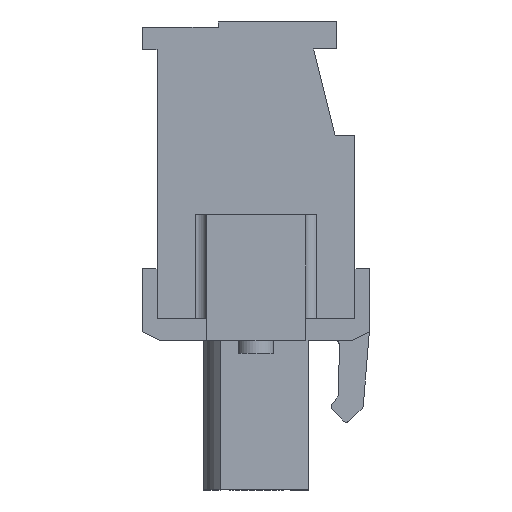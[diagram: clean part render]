
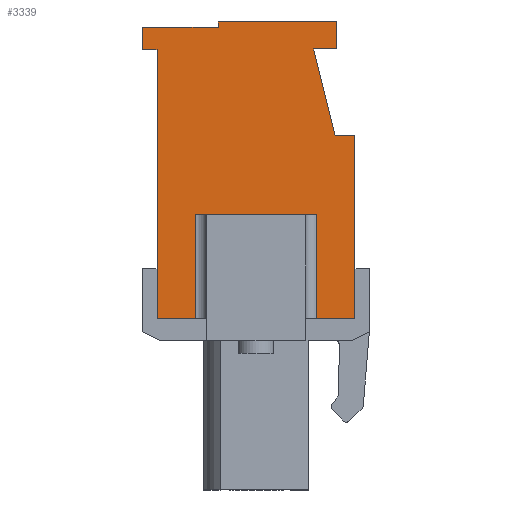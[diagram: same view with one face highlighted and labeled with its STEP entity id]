
A CAD part, left-side view. The second image highlights one B-rep face of the part: STEP entity #3339.
In plain terms, the highlighted planar face has unit normal (-1, 0, 0).
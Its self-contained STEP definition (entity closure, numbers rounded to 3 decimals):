
#3339 = ADVANCED_FACE( '', ( #7104 ), #7105, .T. );
#7104 = FACE_OUTER_BOUND( '', #11442, .T. );
#7105 = PLANE( '', #11443 );
#11442 = EDGE_LOOP( '', ( #20472, #20473, #20474, #20475, #20476, #20477, #20478, #20479, #20480, #20481, #20482, #20483, #20484, #20485, #20486, #20487 ) );
#11443 = AXIS2_PLACEMENT_3D( '', #20488, #20489, #20490 );
#20472 = ORIENTED_EDGE( '', *, *, #30191, .T. );
#20473 = ORIENTED_EDGE( '', *, *, #29205, .T. );
#20474 = ORIENTED_EDGE( '', *, *, #30192, .T. );
#20475 = ORIENTED_EDGE( '', *, *, #28740, .T. );
#20476 = ORIENTED_EDGE( '', *, *, #30193, .T. );
#20477 = ORIENTED_EDGE( '', *, *, #30194, .T. );
#20478 = ORIENTED_EDGE( '', *, *, #30195, .T. );
#20479 = ORIENTED_EDGE( '', *, *, #30196, .T. );
#20480 = ORIENTED_EDGE( '', *, *, #30197, .T. );
#20481 = ORIENTED_EDGE( '', *, *, #29874, .T. );
#20482 = ORIENTED_EDGE( '', *, *, #30198, .T. );
#20483 = ORIENTED_EDGE( '', *, *, #30199, .T. );
#20484 = ORIENTED_EDGE( '', *, *, #30200, .T. );
#20485 = ORIENTED_EDGE( '', *, *, #30201, .T. );
#20486 = ORIENTED_EDGE( '', *, *, #29689, .T. );
#20487 = ORIENTED_EDGE( '', *, *, #27778, .T. );
#20488 = CARTESIAN_POINT( '', ( -30., 0., 0. ) );
#20489 = DIRECTION( '', ( -1., 0., 0. ) );
#20490 = DIRECTION( '', ( 0., 0., 1. ) );
#27778 = EDGE_CURVE( '', #33933, #33931, #33934, .T. );
#28740 = EDGE_CURVE( '', #35520, #35524, #35526, .T. );
#29205 = EDGE_CURVE( '', #36227, #36229, #36231, .T. );
#29689 = EDGE_CURVE( '', #36918, #33933, #36919, .T. );
#29874 = EDGE_CURVE( '', #37160, #37161, #37162, .T. );
#30191 = EDGE_CURVE( '', #33931, #36227, #37615, .T. );
#30192 = EDGE_CURVE( '', #36229, #35520, #37616, .T. );
#30193 = EDGE_CURVE( '', #35524, #37617, #37618, .T. );
#30194 = EDGE_CURVE( '', #37617, #37619, #37620, .T. );
#30195 = EDGE_CURVE( '', #37619, #37621, #37622, .T. );
#30196 = EDGE_CURVE( '', #37621, #37623, #37624, .T. );
#30197 = EDGE_CURVE( '', #37623, #37160, #37625, .T. );
#30198 = EDGE_CURVE( '', #37161, #37626, #37627, .T. );
#30199 = EDGE_CURVE( '', #37626, #37628, #37629, .T. );
#30200 = EDGE_CURVE( '', #37628, #37630, #37631, .T. );
#30201 = EDGE_CURVE( '', #37630, #36918, #37632, .T. );
#33931 = VERTEX_POINT( '', #42669 );
#33933 = VERTEX_POINT( '', #42672 );
#33934 = LINE( '', #42673, #42674 );
#35520 = VERTEX_POINT( '', #45007 );
#35524 = VERTEX_POINT( '', #45012 );
#35526 = LINE( '', #45014, #45015 );
#36227 = VERTEX_POINT( '', #46033 );
#36229 = VERTEX_POINT( '', #46035 );
#36231 = LINE( '', #46037, #46038 );
#36918 = VERTEX_POINT( '', #47077 );
#36919 = LINE( '', #47078, #47079 );
#37160 = VERTEX_POINT( '', #47438 );
#37161 = VERTEX_POINT( '', #47439 );
#37162 = LINE( '', #47440, #47441 );
#37615 = LINE( '', #48133, #48134 );
#37616 = LINE( '', #48135, #48136 );
#37617 = VERTEX_POINT( '', #48137 );
#37618 = LINE( '', #48138, #48139 );
#37619 = VERTEX_POINT( '', #48140 );
#37620 = LINE( '', #48141, #48142 );
#37621 = VERTEX_POINT( '', #48143 );
#37622 = LINE( '', #48144, #48145 );
#37623 = VERTEX_POINT( '', #48146 );
#37624 = LINE( '', #48147, #48148 );
#37625 = LINE( '', #48149, #48150 );
#37626 = VERTEX_POINT( '', #48151 );
#37627 = LINE( '', #48152, #48153 );
#37628 = VERTEX_POINT( '', #48154 );
#37629 = LINE( '', #48155, #48156 );
#37630 = VERTEX_POINT( '', #48157 );
#37631 = LINE( '', #48158, #48159 );
#37632 = LINE( '', #48160, #48161 );
#42669 = CARTESIAN_POINT( '', ( -30., 5.5, -7.475 ) );
#42672 = CARTESIAN_POINT( '', ( -30., 5.5, 7.475 ) );
#42673 = CARTESIAN_POINT( '', ( -30., 5.5, 7.475 ) );
#42674 = VECTOR( '', #51884, 1000. );
#45007 = CARTESIAN_POINT( '', ( -30., -3.35, -1.675 ) );
#45012 = CARTESIAN_POINT( '', ( -30., -3.35, -7.475 ) );
#45014 = CARTESIAN_POINT( '', ( -30., -3.35, -7.475 ) );
#45015 = VECTOR( '', #52810, 1000. );
#46033 = CARTESIAN_POINT( '', ( -30., 3.35, -7.475 ) );
#46035 = CARTESIAN_POINT( '', ( -30., 3.35, -1.675 ) );
#46037 = CARTESIAN_POINT( '', ( -30., 3.35, -1.675 ) );
#46038 = VECTOR( '', #53239, 1000. );
#47077 = CARTESIAN_POINT( '', ( -30., 6.3, 7.475 ) );
#47078 = CARTESIAN_POINT( '', ( -30., 6.3, 7.475 ) );
#47079 = VECTOR( '', #53634, 1000. );
#47438 = CARTESIAN_POINT( '', ( -30., -4.5, 7.525 ) );
#47439 = CARTESIAN_POINT( '', ( -30., -4.5, 9.025 ) );
#47440 = CARTESIAN_POINT( '', ( -30., -4.5, 7.525 ) );
#47441 = VECTOR( '', #53774, 1000. );
#48133 = CARTESIAN_POINT( '', ( -30., 5.5, -7.475 ) );
#48134 = VECTOR( '', #54038, 1000. );
#48135 = CARTESIAN_POINT( '', ( -30., 2.75, -1.675 ) );
#48136 = VECTOR( '', #54039, 1000. );
#48137 = CARTESIAN_POINT( '', ( -30., -5.5, -7.475 ) );
#48138 = CARTESIAN_POINT( '', ( -30., 5.5, -7.475 ) );
#48139 = VECTOR( '', #54040, 1000. );
#48140 = CARTESIAN_POINT( '', ( -30., -5.5, 2.725 ) );
#48141 = CARTESIAN_POINT( '', ( -30., -5.5, -7.475 ) );
#48142 = VECTOR( '', #54041, 1000. );
#48143 = CARTESIAN_POINT( '', ( -30., -4.4, 2.725 ) );
#48144 = CARTESIAN_POINT( '', ( -30., -5.5, 2.725 ) );
#48145 = VECTOR( '', #54042, 1000. );
#48146 = CARTESIAN_POINT( '', ( -30., -3.2, 7.525 ) );
#48147 = CARTESIAN_POINT( '', ( -30., -4.4, 2.725 ) );
#48148 = VECTOR( '', #54043, 1000. );
#48149 = CARTESIAN_POINT( '', ( -30., -3.2, 7.525 ) );
#48150 = VECTOR( '', #54044, 1000. );
#48151 = CARTESIAN_POINT( '', ( -30., 2.1, 9.025 ) );
#48152 = CARTESIAN_POINT( '', ( -30., -4.5, 9.025 ) );
#48153 = VECTOR( '', #54045, 1000. );
#48154 = CARTESIAN_POINT( '', ( -30., 2.1, 8.725 ) );
#48155 = CARTESIAN_POINT( '', ( -30., 2.1, 9.025 ) );
#48156 = VECTOR( '', #54046, 1000. );
#48157 = CARTESIAN_POINT( '', ( -30., 6.3, 8.725 ) );
#48158 = CARTESIAN_POINT( '', ( -30., 2.1, 8.725 ) );
#48159 = VECTOR( '', #54047, 1000. );
#48160 = CARTESIAN_POINT( '', ( -30., 6.3, 8.725 ) );
#48161 = VECTOR( '', #54048, 1000. );
#51884 = DIRECTION( '', ( 0., 0., -1. ) );
#52810 = DIRECTION( '', ( 0., 0., -1. ) );
#53239 = DIRECTION( '', ( 0., 0., 1. ) );
#53634 = DIRECTION( '', ( 0., -1., 0. ) );
#53774 = DIRECTION( '', ( 0., 0., 1. ) );
#54038 = DIRECTION( '', ( 0., -1., 0. ) );
#54039 = DIRECTION( '', ( 0., -1., 0. ) );
#54040 = DIRECTION( '', ( 0., -1., 0. ) );
#54041 = DIRECTION( '', ( 0., 0., 1. ) );
#54042 = DIRECTION( '', ( 0., 1., 0. ) );
#54043 = DIRECTION( '', ( 0., 0.243, 0.97 ) );
#54044 = DIRECTION( '', ( 0., -1., 0. ) );
#54045 = DIRECTION( '', ( 0., 1., 0. ) );
#54046 = DIRECTION( '', ( 0., 0., -1. ) );
#54047 = DIRECTION( '', ( 0., 1., 0. ) );
#54048 = DIRECTION( '', ( 0., 0., -1. ) );
